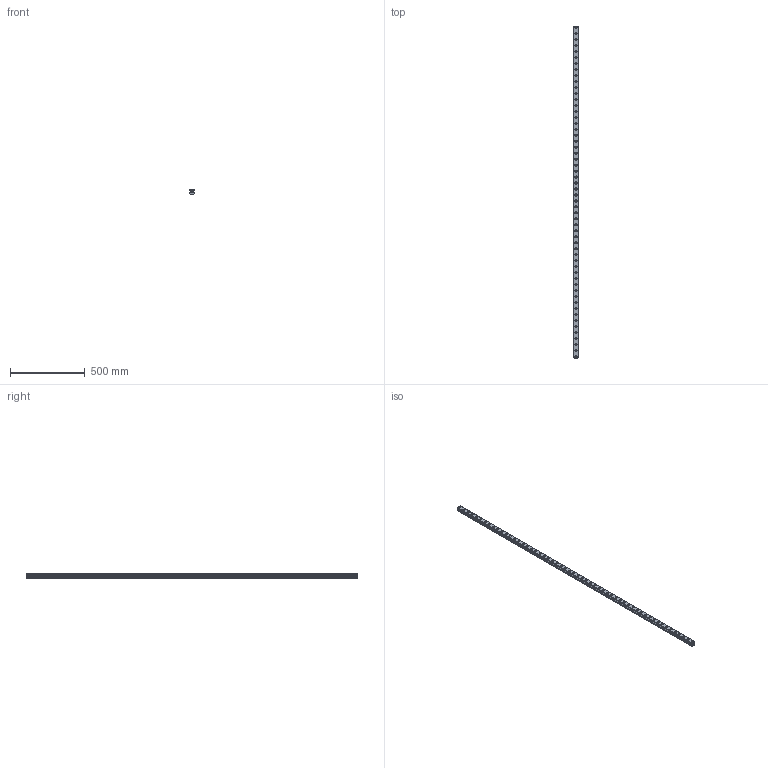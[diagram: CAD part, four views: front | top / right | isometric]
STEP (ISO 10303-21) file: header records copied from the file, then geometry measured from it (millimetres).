
FILE_DESCRIPTION(('STEP AP214'),'1');
FILE_NAME('cctmp_B84CE727-9F91-48B8-BDBF-7C0E456D0271_2021_03_11_11_43_30_0963..stp','2021-03-11T10:43:31',('HIWIN GmbH'),('CADClick - www.CADClick.com'),'Spatial InterOp 3D',' ','unknown authorization');
FILE_SCHEMA(('AUTOMOTIVE_DESIGN'));
Length unit declared in the file: millimetre
Products named in the file (1): RGR30R2220H_FILE
Bounding box: 28 x 2220 x 28 mm (x, y, z)
Volume: 1272637.8 mm3; surface area: 330152.3 mm2
Topology: 1 solids, 1 shells, 619 faces, 1335 edges, 890 vertices
Faces by surface type: cylinder 354, plane 265
Entity records: 22113 total; most frequent: DIRECTION 3283, CARTESIAN_POINT 2845, ORIENTED_EDGE 2670, EDGE_CURVE 1335, AXIS2_PLACEMENT_3D 1328, VERTEX_POINT 890, EDGE_LOOP 791, CIRCLE 708
